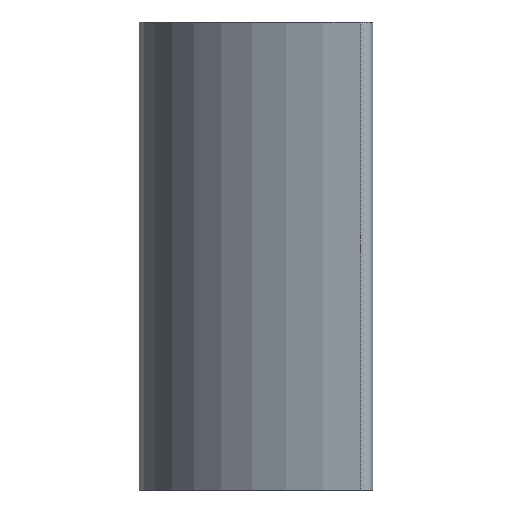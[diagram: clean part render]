
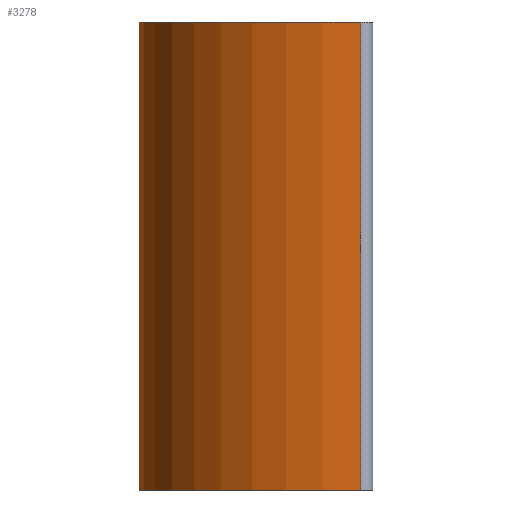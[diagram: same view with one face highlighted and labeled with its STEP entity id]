
A CAD part, left-side view. The second image highlights one B-rep face of the part: STEP entity #3278.
In plain terms, the highlighted cylindrical face has radius 40 mm (diameter 80 mm), a partial arc.
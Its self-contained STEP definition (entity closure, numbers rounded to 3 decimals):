
#44 = PLANE('',#45);
#45 = AXIS2_PLACEMENT_3D('',#46,#47,#48);
#46 = CARTESIAN_POINT('',(369.273,251.913,0.));
#47 = DIRECTION('',(0.,0.,1.));
#48 = DIRECTION('',(1.,0.,-0.));
#100 = PLANE('',#101);
#101 = AXIS2_PLACEMENT_3D('',#102,#103,#104);
#102 = CARTESIAN_POINT('',(369.273,251.913,-80.));
#103 = DIRECTION('',(0.,0.,1.));
#104 = DIRECTION('',(1.,0.,-0.));
#3169 = VERTEX_POINT('',#3170);
#3170 = CARTESIAN_POINT('',(385.892,273.133,0.));
#3178 = CYLINDRICAL_SURFACE('',#3179,2.);
#3179 = AXIS2_PLACEMENT_3D('',#3180,#3181,#3182);
#3180 = CARTESIAN_POINT('',(385.997,271.136,0.));
#3181 = DIRECTION('',(0.,0.,-1.));
#3182 = DIRECTION('',(1.,0.,0.));
#3226 = VERTEX_POINT('',#3227);
#3227 = CARTESIAN_POINT('',(385.892,273.133,-80.));
#3253 = EDGE_CURVE('',#3169,#3226,#3254,.T.);
#3254 = SURFACE_CURVE('',#3255,(#3259,#3266),.PCURVE_S1.);
#3255 = LINE('',#3256,#3257);
#3256 = CARTESIAN_POINT('',(385.892,273.133,0.));
#3257 = VECTOR('',#3258,1.);
#3258 = DIRECTION('',(0.,0.,-1.));
#3259 = PCURVE('',#3178,#3260);
#3260 = DEFINITIONAL_REPRESENTATION('',(#3261),#3265);
#3261 = LINE('',#3262,#3263);
#3262 = CARTESIAN_POINT('',(4.66,0.));
#3263 = VECTOR('',#3264,1.);
#3264 = DIRECTION('',(0.,1.));
#3265 = ( GEOMETRIC_REPRESENTATION_CONTEXT(2) 
PARAMETRIC_REPRESENTATION_CONTEXT() REPRESENTATION_CONTEXT('2D SPACE',''
  ) );
#3266 = PCURVE('',#3267,#3272);
#3267 = CYLINDRICAL_SURFACE('',#3268,40.);
#3268 = AXIS2_PLACEMENT_3D('',#3269,#3270,#3271);
#3269 = CARTESIAN_POINT('',(387.997,233.188,0.));
#3270 = DIRECTION('',(0.,0.,-1.));
#3271 = DIRECTION('',(-0.053,0.999,0.));
#3272 = DEFINITIONAL_REPRESENTATION('',(#3273),#3277);
#3273 = LINE('',#3274,#3275);
#3274 = CARTESIAN_POINT('',(6.283,0.));
#3275 = VECTOR('',#3276,1.);
#3276 = DIRECTION('',(0.,1.));
#3277 = ( GEOMETRIC_REPRESENTATION_CONTEXT(2) 
PARAMETRIC_REPRESENTATION_CONTEXT() REPRESENTATION_CONTEXT('2D SPACE',''
  ) );
#3278 = ADVANCED_FACE('',(#3279),#3267,.T.);
#3279 = FACE_BOUND('',#3280,.T.);
#3280 = EDGE_LOOP('',(#3281,#3305,#3306,#3334));
#3281 = ORIENTED_EDGE('',*,*,#3282,.F.);
#3282 = EDGE_CURVE('',#3169,#3283,#3285,.T.);
#3283 = VERTEX_POINT('',#3284);
#3284 = CARTESIAN_POINT('',(348.053,235.294,0.));
#3285 = SURFACE_CURVE('',#3286,(#3291,#3298),.PCURVE_S1.);
#3286 = CIRCLE('',#3287,40.);
#3287 = AXIS2_PLACEMENT_3D('',#3288,#3289,#3290);
#3288 = CARTESIAN_POINT('',(387.997,233.188,0.));
#3289 = DIRECTION('',(0.,0.,1.));
#3290 = DIRECTION('',(-0.053,0.999,0.));
#3291 = PCURVE('',#3267,#3292);
#3292 = DEFINITIONAL_REPRESENTATION('',(#3293),#3297);
#3293 = LINE('',#3294,#3295);
#3294 = CARTESIAN_POINT('',(6.283,0.));
#3295 = VECTOR('',#3296,1.);
#3296 = DIRECTION('',(-1.,0.));
#3297 = ( GEOMETRIC_REPRESENTATION_CONTEXT(2) 
PARAMETRIC_REPRESENTATION_CONTEXT() REPRESENTATION_CONTEXT('2D SPACE',''
  ) );
#3298 = PCURVE('',#44,#3299);
#3299 = DEFINITIONAL_REPRESENTATION('',(#3300),#3304);
#3300 = CIRCLE('',#3301,40.);
#3301 = AXIS2_PLACEMENT_2D('',#3302,#3303);
#3302 = CARTESIAN_POINT('',(18.725,-18.725));
#3303 = DIRECTION('',(-0.053,0.999));
#3304 = ( GEOMETRIC_REPRESENTATION_CONTEXT(2) 
PARAMETRIC_REPRESENTATION_CONTEXT() REPRESENTATION_CONTEXT('2D SPACE',''
  ) );
#3305 = ORIENTED_EDGE('',*,*,#3253,.T.);
#3306 = ORIENTED_EDGE('',*,*,#3307,.F.);
#3307 = EDGE_CURVE('',#3308,#3226,#3310,.T.);
#3308 = VERTEX_POINT('',#3309);
#3309 = CARTESIAN_POINT('',(348.053,235.294,-80.));
#3310 = SURFACE_CURVE('',#3311,(#3316,#3323),.PCURVE_S1.);
#3311 = CIRCLE('',#3312,40.);
#3312 = AXIS2_PLACEMENT_3D('',#3313,#3314,#3315);
#3313 = CARTESIAN_POINT('',(387.997,233.188,-80.));
#3314 = DIRECTION('',(0.,0.,-1.));
#3315 = DIRECTION('',(-0.053,0.999,0.));
#3316 = PCURVE('',#3267,#3317);
#3317 = DEFINITIONAL_REPRESENTATION('',(#3318),#3322);
#3318 = LINE('',#3319,#3320);
#3319 = CARTESIAN_POINT('',(0.,80.));
#3320 = VECTOR('',#3321,1.);
#3321 = DIRECTION('',(1.,0.));
#3322 = ( GEOMETRIC_REPRESENTATION_CONTEXT(2) 
PARAMETRIC_REPRESENTATION_CONTEXT() REPRESENTATION_CONTEXT('2D SPACE',''
  ) );
#3323 = PCURVE('',#100,#3324);
#3324 = DEFINITIONAL_REPRESENTATION('',(#3325),#3333);
#3325 = ( BOUNDED_CURVE() B_SPLINE_CURVE(2,(#3326,#3327,#3328,#3329,
#3330,#3331,#3332),.UNSPECIFIED.,.T.,.F.) B_SPLINE_CURVE_WITH_KNOTS((1,2
    ,2,2,2,1),(-2.094,0.,2.094,4.189,
6.283,8.378),.UNSPECIFIED.) CURVE() 
GEOMETRIC_REPRESENTATION_ITEM() RATIONAL_B_SPLINE_CURVE((1.,0.5,1.,0.5,
1.,0.5,1.)) REPRESENTATION_ITEM('') );
#3326 = CARTESIAN_POINT('',(16.619,21.22));
#3327 = CARTESIAN_POINT('',(85.805,24.866));
#3328 = CARTESIAN_POINT('',(54.37,-36.874));
#3329 = CARTESIAN_POINT('',(22.935,-98.614));
#3330 = CARTESIAN_POINT('',(-14.816,-40.52));
#3331 = CARTESIAN_POINT('',(-52.567,17.574));
#3332 = CARTESIAN_POINT('',(16.619,21.22));
#3333 = ( GEOMETRIC_REPRESENTATION_CONTEXT(2) 
PARAMETRIC_REPRESENTATION_CONTEXT() REPRESENTATION_CONTEXT('2D SPACE',''
  ) );
#3334 = ORIENTED_EDGE('',*,*,#3335,.F.);
#3335 = EDGE_CURVE('',#3283,#3308,#3336,.T.);
#3336 = SURFACE_CURVE('',#3337,(#3341,#3348),.PCURVE_S1.);
#3337 = LINE('',#3338,#3339);
#3338 = CARTESIAN_POINT('',(348.053,235.294,0.));
#3339 = VECTOR('',#3340,1.);
#3340 = DIRECTION('',(0.,0.,-1.));
#3341 = PCURVE('',#3267,#3342);
#3342 = DEFINITIONAL_REPRESENTATION('',(#3343),#3347);
#3343 = LINE('',#3344,#3345);
#3344 = CARTESIAN_POINT('',(4.818,0.));
#3345 = VECTOR('',#3346,1.);
#3346 = DIRECTION('',(0.,1.));
#3347 = ( GEOMETRIC_REPRESENTATION_CONTEXT(2) 
PARAMETRIC_REPRESENTATION_CONTEXT() REPRESENTATION_CONTEXT('2D SPACE',''
  ) );
#3348 = PCURVE('',#3349,#3354);
#3349 = CYLINDRICAL_SURFACE('',#3350,2.);
#3350 = AXIS2_PLACEMENT_3D('',#3351,#3352,#3353);
#3351 = CARTESIAN_POINT('',(350.05,235.188,0.));
#3352 = DIRECTION('',(0.,0.,-1.));
#3353 = DIRECTION('',(-0.999,0.053,0.));
#3354 = DEFINITIONAL_REPRESENTATION('',(#3355),#3359);
#3355 = LINE('',#3356,#3357);
#3356 = CARTESIAN_POINT('',(6.283,0.));
#3357 = VECTOR('',#3358,1.);
#3358 = DIRECTION('',(0.,1.));
#3359 = ( GEOMETRIC_REPRESENTATION_CONTEXT(2) 
PARAMETRIC_REPRESENTATION_CONTEXT() REPRESENTATION_CONTEXT('2D SPACE',''
  ) );
